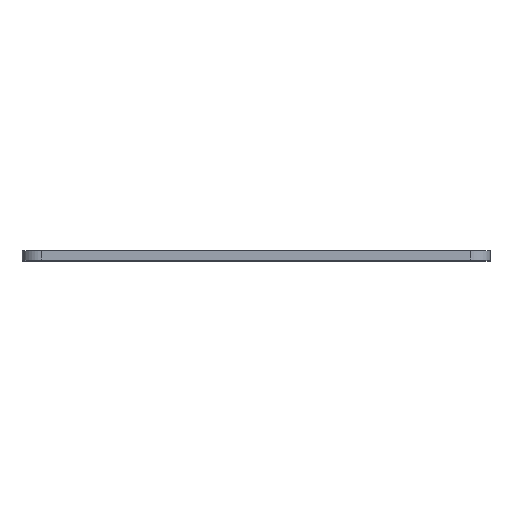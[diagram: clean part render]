
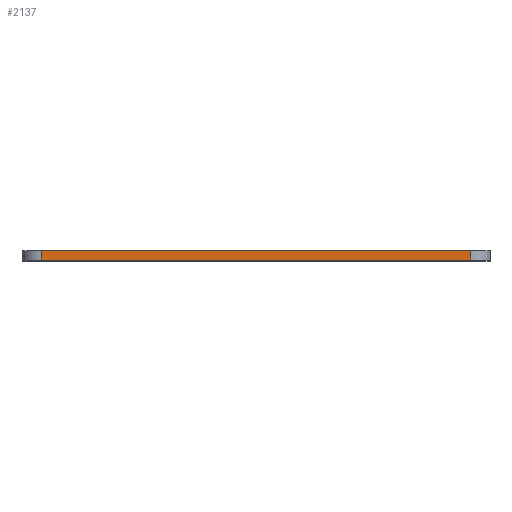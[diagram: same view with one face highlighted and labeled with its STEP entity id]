
A CAD part, top view. The second image highlights one B-rep face of the part: STEP entity #2137.
In plain terms, the highlighted planar face has unit normal (0, 0, 1).
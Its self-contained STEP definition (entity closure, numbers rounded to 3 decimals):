
#143=FACE_OUTER_BOUND('',#245,.T.);
#245=EDGE_LOOP('',(#1693,#1694,#1695,#1696));
#537=LINE('',#3316,#811);
#538=LINE('',#3319,#812);
#539=LINE('',#3321,#813);
#540=LINE('',#3322,#814);
#811=VECTOR('',#2743,10.);
#812=VECTOR('',#2746,10.);
#813=VECTOR('',#2747,10.);
#814=VECTOR('',#2748,10.);
#999=VERTEX_POINT('',#3312);
#1000=VERTEX_POINT('',#3314);
#1001=VERTEX_POINT('',#3318);
#1002=VERTEX_POINT('',#3320);
#1279=EDGE_CURVE('',#999,#1000,#537,.T.);
#1280=EDGE_CURVE('',#1001,#999,#538,.T.);
#1281=EDGE_CURVE('',#1002,#1000,#539,.T.);
#1282=EDGE_CURVE('',#1001,#1002,#540,.T.);
#1693=ORIENTED_EDGE('',*,*,#1280,.T.);
#1694=ORIENTED_EDGE('',*,*,#1279,.T.);
#1695=ORIENTED_EDGE('',*,*,#1281,.F.);
#1696=ORIENTED_EDGE('',*,*,#1282,.F.);
#1940=PLANE('',#2265);
#2137=ADVANCED_FACE('',(#143),#1940,.T.);
#2265=AXIS2_PLACEMENT_3D('',#3317,#2744,#2745);
#2743=DIRECTION('',(0.,1.,0.));
#2744=DIRECTION('center_axis',(0.,0.,1.));
#2745=DIRECTION('ref_axis',(1.,0.,0.));
#2746=DIRECTION('',(1.,0.,0.));
#2747=DIRECTION('',(1.,0.,0.));
#2748=DIRECTION('',(0.,1.,0.));
#3312=CARTESIAN_POINT('',(90.,5.,158.));
#3314=CARTESIAN_POINT('',(90.,9.,158.));
#3316=CARTESIAN_POINT('',(90.,5.,158.));
#3317=CARTESIAN_POINT('Origin',(-90.,5.,158.));
#3318=CARTESIAN_POINT('',(-90.,5.,158.));
#3319=CARTESIAN_POINT('',(-90.,5.,158.));
#3320=CARTESIAN_POINT('',(-90.,9.,158.));
#3321=CARTESIAN_POINT('',(-90.,9.,158.));
#3322=CARTESIAN_POINT('',(-90.,5.,158.));
